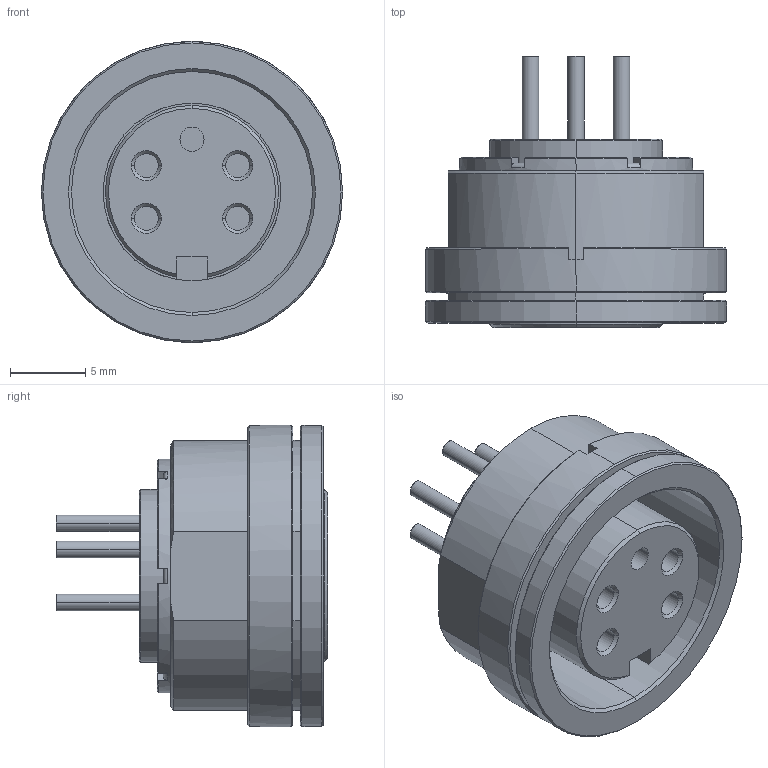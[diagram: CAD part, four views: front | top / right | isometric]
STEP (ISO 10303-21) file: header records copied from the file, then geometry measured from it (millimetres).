
FILE_DESCRIPTION((''),'2;1');
FILE_NAME('09-0316-09-05.stp','2005-04-25T08:58:20',('generator'),(''),'Autodesk Inventor 7','Autodesk Inventor 7','');
FILE_SCHEMA(('AUTOMOTIVE_DESIGN { 1 0 10303 214 1 1 1 1 }'));
Length unit declared in the file: millimetre
Products named in the file (1): 09-0316-09-05
Bounding box: 20 x 18 x 20 mm (x, y, z)
Volume: 2226.7 mm3; surface area: 2650.1 mm2
Topology: 1 solids, 1 shells, 191 faces, 486 edges, 313 vertices
Faces by surface type: plane 84, cylinder 67, cone 34, torus 6
Entity records: 6219 total; most frequent: CARTESIAN_POINT 1410, DIRECTION 1065, ORIENTED_EDGE 972, EDGE_CURVE 486, AXIS2_PLACEMENT_3D 407, VERTEX_POINT 313, VECTOR 251, LINE 251
